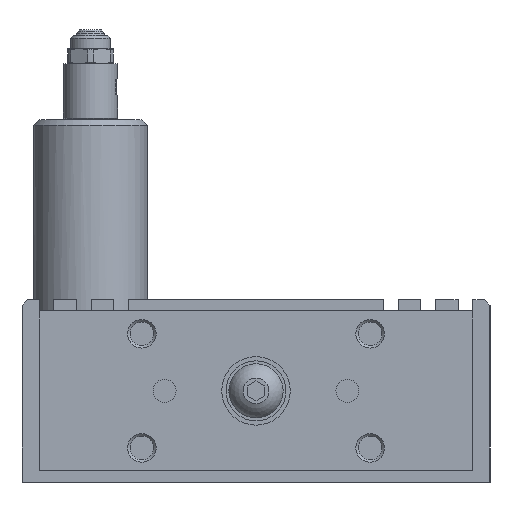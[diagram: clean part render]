
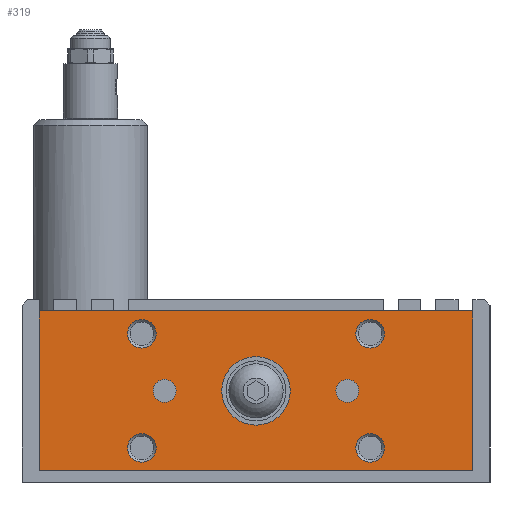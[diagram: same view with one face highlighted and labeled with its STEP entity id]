
A CAD part, left-side view. The second image highlights one B-rep face of the part: STEP entity #319.
In plain terms, the highlighted planar face has unit normal (-1, 0, 0).
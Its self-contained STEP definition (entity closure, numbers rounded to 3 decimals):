
#319 = ADVANCED_FACE( '', ( #891, #892, #893, #894, #895, #896, #897, #898 ), #899, .F. );
#891 = FACE_BOUND( '', #1883, .T. );
#892 = FACE_BOUND( '', #1884, .T. );
#893 = FACE_BOUND( '', #1885, .T. );
#894 = FACE_BOUND( '', #1886, .T. );
#895 = FACE_BOUND( '', #1887, .T. );
#896 = FACE_BOUND( '', #1888, .T. );
#897 = FACE_BOUND( '', #1889, .T. );
#898 = FACE_OUTER_BOUND( '', #1890, .T. );
#899 = PLANE( '', #1891 );
#1883 = EDGE_LOOP( '', ( #2894 ) );
#1884 = EDGE_LOOP( '', ( #2895 ) );
#1885 = EDGE_LOOP( '', ( #2896 ) );
#1886 = EDGE_LOOP( '', ( #2897 ) );
#1887 = EDGE_LOOP( '', ( #2898 ) );
#1888 = EDGE_LOOP( '', ( #2899 ) );
#1889 = EDGE_LOOP( '', ( #2900 ) );
#1890 = EDGE_LOOP( '', ( #2901, #2902, #2903, #2904 ) );
#1891 = AXIS2_PLACEMENT_3D( '', #2905, #2906, #2907 );
#2894 = ORIENTED_EDGE( '', *, *, #4970, .F. );
#2895 = ORIENTED_EDGE( '', *, *, #4971, .T. );
#2896 = ORIENTED_EDGE( '', *, *, #4972, .T. );
#2897 = ORIENTED_EDGE( '', *, *, #4973, .F. );
#2898 = ORIENTED_EDGE( '', *, *, #4974, .F. );
#2899 = ORIENTED_EDGE( '', *, *, #4975, .T. );
#2900 = ORIENTED_EDGE( '', *, *, #4976, .T. );
#2901 = ORIENTED_EDGE( '', *, *, #4977, .F. );
#2902 = ORIENTED_EDGE( '', *, *, #4978, .F. );
#2903 = ORIENTED_EDGE( '', *, *, #4979, .F. );
#2904 = ORIENTED_EDGE( '', *, *, #4980, .F. );
#2905 = CARTESIAN_POINT( '', ( -61., 38., 30. ) );
#2906 = DIRECTION( '', ( 1., 0., 0. ) );
#2907 = DIRECTION( '', ( 0., 0., 1. ) );
#4970 = EDGE_CURVE( '', #5778, #5778, #5779, .T. );
#4971 = EDGE_CURVE( '', #5780, #5780, #5781, .T. );
#4972 = EDGE_CURVE( '', #5782, #5782, #5783, .T. );
#4973 = EDGE_CURVE( '', #5784, #5784, #5785, .T. );
#4974 = EDGE_CURVE( '', #5786, #5786, #5787, .T. );
#4975 = EDGE_CURVE( '', #5788, #5788, #5789, .T. );
#4976 = EDGE_CURVE( '', #5790, #5790, #5791, .T. );
#4977 = EDGE_CURVE( '', #5792, #5793, #5794, .T. );
#4978 = EDGE_CURVE( '', #5795, #5792, #5796, .T. );
#4979 = EDGE_CURVE( '', #5797, #5795, #5798, .T. );
#4980 = EDGE_CURVE( '', #5793, #5797, #5799, .T. );
#5778 = VERTEX_POINT( '', #6960 );
#5779 = CIRCLE( '', #6961, 2.01 );
#5780 = VERTEX_POINT( '', #6962 );
#5781 = CIRCLE( '', #6963, 2.01 );
#5782 = VERTEX_POINT( '', #6964 );
#5783 = CIRCLE( '', #6965, 2.5 );
#5784 = VERTEX_POINT( '', #6966 );
#5785 = CIRCLE( '', #6967, 2.5 );
#5786 = VERTEX_POINT( '', #6968 );
#5787 = CIRCLE( '', #6969, 2.5 );
#5788 = VERTEX_POINT( '', #6970 );
#5789 = CIRCLE( '', #6971, 2.5 );
#5790 = VERTEX_POINT( '', #6972 );
#5791 = CIRCLE( '', #6973, 6. );
#5792 = VERTEX_POINT( '', #6974 );
#5793 = VERTEX_POINT( '', #6975 );
#5794 = LINE( '', #6976, #6977 );
#5795 = VERTEX_POINT( '', #6978 );
#5796 = LINE( '', #6979, #6980 );
#5797 = VERTEX_POINT( '', #6981 );
#5798 = LINE( '', #6982, #6983 );
#5799 = LINE( '', #6984, #6985 );
#6960 = CARTESIAN_POINT( '', ( -61., 13.99, 16. ) );
#6961 = AXIS2_PLACEMENT_3D( '', #8802, #8803, #8804 );
#6962 = CARTESIAN_POINT( '', ( -61., -13.99, 16. ) );
#6963 = AXIS2_PLACEMENT_3D( '', #8805, #8806, #8807 );
#6964 = CARTESIAN_POINT( '', ( -61., 17.5, 6. ) );
#6965 = AXIS2_PLACEMENT_3D( '', #8808, #8809, #8810 );
#6966 = CARTESIAN_POINT( '', ( -61., -17.5, 6. ) );
#6967 = AXIS2_PLACEMENT_3D( '', #8811, #8812, #8813 );
#6968 = CARTESIAN_POINT( '', ( -61., 17.5, 26. ) );
#6969 = AXIS2_PLACEMENT_3D( '', #8814, #8815, #8816 );
#6970 = CARTESIAN_POINT( '', ( -61., -17.5, 26. ) );
#6971 = AXIS2_PLACEMENT_3D( '', #8817, #8818, #8819 );
#6972 = CARTESIAN_POINT( '', ( -61., 6., 16. ) );
#6973 = AXIS2_PLACEMENT_3D( '', #8820, #8821, #8822 );
#6974 = CARTESIAN_POINT( '', ( -61., 38., 2. ) );
#6975 = CARTESIAN_POINT( '', ( -61., 38., 30. ) );
#6976 = CARTESIAN_POINT( '', ( -61., 38., 2. ) );
#6977 = VECTOR( '', #8823, 1000. );
#6978 = CARTESIAN_POINT( '', ( -61., -38., 2. ) );
#6979 = CARTESIAN_POINT( '', ( -61., -38., 2. ) );
#6980 = VECTOR( '', #8824, 1000. );
#6981 = CARTESIAN_POINT( '', ( -61., -38., 30. ) );
#6982 = CARTESIAN_POINT( '', ( -61., -38., 30. ) );
#6983 = VECTOR( '', #8825, 1000. );
#6984 = CARTESIAN_POINT( '', ( -61., 38., 30. ) );
#6985 = VECTOR( '', #8826, 1000. );
#8802 = CARTESIAN_POINT( '', ( -61., 16., 16. ) );
#8803 = DIRECTION( '', ( -1., 0., 0. ) );
#8804 = DIRECTION( '', ( 0., -1., 0. ) );
#8805 = CARTESIAN_POINT( '', ( -61., -16., 16. ) );
#8806 = DIRECTION( '', ( 1., 0., 0. ) );
#8807 = DIRECTION( '', ( 0., 1., 0. ) );
#8808 = CARTESIAN_POINT( '', ( -61., 20., 6. ) );
#8809 = DIRECTION( '', ( 1., 0., 0. ) );
#8810 = DIRECTION( '', ( 0., -1., 0. ) );
#8811 = CARTESIAN_POINT( '', ( -61., -20., 6. ) );
#8812 = DIRECTION( '', ( -1., 0., 0. ) );
#8813 = DIRECTION( '', ( 0., 1., 0. ) );
#8814 = CARTESIAN_POINT( '', ( -61., 20., 26. ) );
#8815 = DIRECTION( '', ( -1., 0., 0. ) );
#8816 = DIRECTION( '', ( 0., -1., 0. ) );
#8817 = CARTESIAN_POINT( '', ( -61., -20., 26. ) );
#8818 = DIRECTION( '', ( 1., 0., 0. ) );
#8819 = DIRECTION( '', ( 0., 1., 0. ) );
#8820 = CARTESIAN_POINT( '', ( -61., 0., 16. ) );
#8821 = DIRECTION( '', ( 1., 0., 0. ) );
#8822 = DIRECTION( '', ( 0., 1., 0. ) );
#8823 = DIRECTION( '', ( 0., 0., 1. ) );
#8824 = DIRECTION( '', ( 0., 1., 0. ) );
#8825 = DIRECTION( '', ( 0., 0., -1. ) );
#8826 = DIRECTION( '', ( 0., -1., 0. ) );
